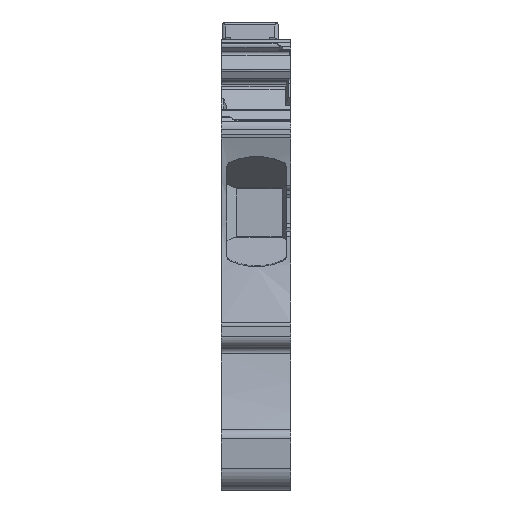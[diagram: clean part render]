
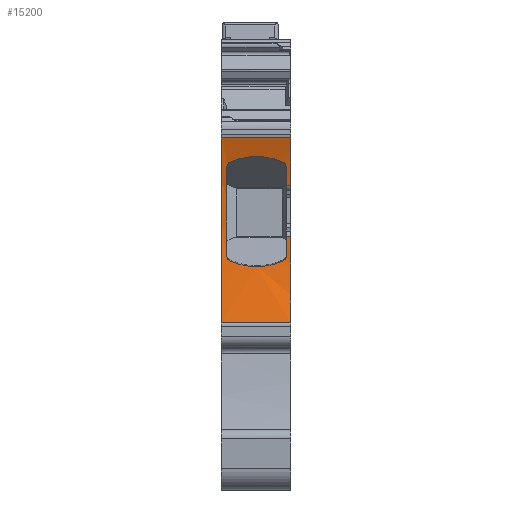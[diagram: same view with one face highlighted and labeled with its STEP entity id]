
A CAD part, front view. The second image highlights one B-rep face of the part: STEP entity #15200.
In plain terms, the highlighted cylindrical face has radius 23.377 mm (diameter 46.753 mm), a partial arc.
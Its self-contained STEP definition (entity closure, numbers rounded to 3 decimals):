
#15072=AXIS2_PLACEMENT_3D('Cylinder Axis2P3D',#15069,#15070,#15071) ;
#15083=AXIS2_PLACEMENT_3D('Circle Axis2P3D',#15081,#15082,$) ;
#15097=AXIS2_PLACEMENT_3D('Circle Axis2P3D',#15095,#15096,$) ;
#15131=AXIS2_PLACEMENT_3D('Circle Axis2P3D',#15129,#15130,$) ;
#15165=AXIS2_PLACEMENT_3D('Circle Axis2P3D',#15163,#15164,$) ;
#15179=AXIS2_PLACEMENT_3D('Circle Axis2P3D',#15177,#15178,$) ;
#5914=CARTESIAN_POINT('Vertex',(0.05,1.59,30.763)) ;
#5956=CARTESIAN_POINT('Vertex',(0.05,1.59,14.615)) ;
#5960=CARTESIAN_POINT('Control Point',(0.05,1.59,30.763)) ;
#5961=CARTESIAN_POINT('Control Point',(0.05,2.729,27.668)) ;
#5962=CARTESIAN_POINT('Control Point',(0.05,3.322,24.371)) ;
#5963=CARTESIAN_POINT('Control Point',(0.05,3.322,21.007)) ;
#5964=CARTESIAN_POINT('Control Point',(0.05,2.729,17.71)) ;
#5965=CARTESIAN_POINT('Control Point',(0.05,1.59,14.615)) ;
#15050=CARTESIAN_POINT('Line Origine',(3.05,1.59,30.763)) ;
#15054=CARTESIAN_POINT('Vertex',(6.1,1.59,30.763)) ;
#15069=CARTESIAN_POINT('Axis2P3D Location',(3.05,-20.348,22.689)) ;
#15074=CARTESIAN_POINT('Line Origine',(3.05,1.59,14.615)) ;
#15078=CARTESIAN_POINT('Vertex',(6.1,1.59,14.615)) ;
#15081=CARTESIAN_POINT('Axis2P3D Location',(6.1,-20.348,22.689)) ;
#15085=CARTESIAN_POINT('Vertex',(6.1,3.022,22.125)) ;
#15088=CARTESIAN_POINT('Line Origine',(3.05,3.022,22.125)) ;
#15092=CARTESIAN_POINT('Vertex',(5.7,3.022,22.125)) ;
#15095=CARTESIAN_POINT('Axis2P3D Location',(5.7,-20.348,22.689)) ;
#15099=CARTESIAN_POINT('Vertex',(5.7,2.923,20.47)) ;
#15103=CARTESIAN_POINT('Control Point',(5.402,2.875,20.011)) ;
#15104=CARTESIAN_POINT('Control Point',(5.534,2.882,20.07)) ;
#15105=CARTESIAN_POINT('Control Point',(5.644,2.894,20.18)) ;
#15106=CARTESIAN_POINT('Control Point',(5.7,2.909,20.325)) ;
#15107=CARTESIAN_POINT('Control Point',(5.7,2.923,20.47)) ;
#15108=CARTESIAN_POINT('Vertex',(5.402,2.875,20.011)) ;
#15112=CARTESIAN_POINT('Control Point',(0.798,2.875,20.011)) ;
#15113=CARTESIAN_POINT('Control Point',(1.881,2.82,19.532)) ;
#15114=CARTESIAN_POINT('Control Point',(3.1,2.785,19.353)) ;
#15115=CARTESIAN_POINT('Control Point',(4.319,2.82,19.532)) ;
#15116=CARTESIAN_POINT('Control Point',(5.402,2.875,20.011)) ;
#15117=CARTESIAN_POINT('Vertex',(0.798,2.875,20.011)) ;
#15121=CARTESIAN_POINT('Control Point',(0.798,2.875,20.011)) ;
#15122=CARTESIAN_POINT('Control Point',(0.666,2.882,20.07)) ;
#15123=CARTESIAN_POINT('Control Point',(0.556,2.894,20.18)) ;
#15124=CARTESIAN_POINT('Control Point',(0.5,2.909,20.325)) ;
#15125=CARTESIAN_POINT('Control Point',(0.5,2.923,20.47)) ;
#15126=CARTESIAN_POINT('Vertex',(0.5,2.923,20.47)) ;
#15129=CARTESIAN_POINT('Axis2P3D Location',(0.5,-20.348,22.689)) ;
#15133=CARTESIAN_POINT('Vertex',(0.5,2.368,28.207)) ;
#15137=CARTESIAN_POINT('Control Point',(0.798,2.252,28.665)) ;
#15138=CARTESIAN_POINT('Control Point',(0.664,2.268,28.605)) ;
#15139=CARTESIAN_POINT('Control Point',(0.555,2.297,28.494)) ;
#15140=CARTESIAN_POINT('Control Point',(0.5,2.333,28.35)) ;
#15141=CARTESIAN_POINT('Control Point',(0.5,2.368,28.207)) ;
#15142=CARTESIAN_POINT('Vertex',(0.798,2.252,28.665)) ;
#15146=CARTESIAN_POINT('Control Point',(5.402,2.252,28.665)) ;
#15147=CARTESIAN_POINT('Control Point',(4.322,2.126,29.141)) ;
#15148=CARTESIAN_POINT('Control Point',(3.1,2.063,29.323)) ;
#15149=CARTESIAN_POINT('Control Point',(1.878,2.126,29.141)) ;
#15150=CARTESIAN_POINT('Control Point',(0.798,2.252,28.665)) ;
#15151=CARTESIAN_POINT('Vertex',(5.402,2.252,28.665)) ;
#15155=CARTESIAN_POINT('Control Point',(5.402,2.252,28.665)) ;
#15156=CARTESIAN_POINT('Control Point',(5.536,2.268,28.605)) ;
#15157=CARTESIAN_POINT('Control Point',(5.645,2.297,28.494)) ;
#15158=CARTESIAN_POINT('Control Point',(5.7,2.333,28.35)) ;
#15159=CARTESIAN_POINT('Control Point',(5.7,2.368,28.207)) ;
#15160=CARTESIAN_POINT('Vertex',(5.7,2.368,28.207)) ;
#15163=CARTESIAN_POINT('Axis2P3D Location',(5.7,-20.348,22.689)) ;
#15167=CARTESIAN_POINT('Vertex',(5.7,2.696,26.62)) ;
#15170=CARTESIAN_POINT('Line Origine',(3.05,2.696,26.62)) ;
#15174=CARTESIAN_POINT('Vertex',(6.1,2.696,26.62)) ;
#15177=CARTESIAN_POINT('Axis2P3D Location',(6.1,-20.348,22.689)) ;
#15051=DIRECTION('Vector Direction',(1.,0.,0.)) ;
#15070=DIRECTION('Axis2P3D Direction',(1.,0.,0.)) ;
#15071=DIRECTION('Axis2P3D XDirection',(0.,0.938,-0.345)) ;
#15075=DIRECTION('Vector Direction',(1.,0.,0.)) ;
#15082=DIRECTION('Axis2P3D Direction',(1.,0.,0.)) ;
#15089=DIRECTION('Vector Direction',(1.,0.,0.)) ;
#15096=DIRECTION('Axis2P3D Direction',(1.,0.,0.)) ;
#15130=DIRECTION('Axis2P3D Direction',(1.,0.,0.)) ;
#15164=DIRECTION('Axis2P3D Direction',(1.,0.,0.)) ;
#15171=DIRECTION('Vector Direction',(1.,0.,0.)) ;
#15178=DIRECTION('Axis2P3D Direction',(1.,0.,0.)) ;
#15052=VECTOR('Line Direction',#15051,1.) ;
#15076=VECTOR('Line Direction',#15075,1.) ;
#15090=VECTOR('Line Direction',#15089,1.) ;
#15172=VECTOR('Line Direction',#15171,1.) ;
#15183=ORIENTED_EDGE('',*,*,#5966,.F.) ;
#15184=ORIENTED_EDGE('',*,*,#15080,.T.) ;
#15185=ORIENTED_EDGE('',*,*,#15087,.T.) ;
#15186=ORIENTED_EDGE('',*,*,#15094,.F.) ;
#15187=ORIENTED_EDGE('',*,*,#15101,.T.) ;
#15188=ORIENTED_EDGE('',*,*,#15110,.F.) ;
#15189=ORIENTED_EDGE('',*,*,#15119,.F.) ;
#15190=ORIENTED_EDGE('',*,*,#15128,.T.) ;
#15191=ORIENTED_EDGE('',*,*,#15135,.T.) ;
#15192=ORIENTED_EDGE('',*,*,#15144,.F.) ;
#15193=ORIENTED_EDGE('',*,*,#15153,.F.) ;
#15194=ORIENTED_EDGE('',*,*,#15162,.T.) ;
#15195=ORIENTED_EDGE('',*,*,#15169,.T.) ;
#15196=ORIENTED_EDGE('',*,*,#15176,.T.) ;
#15197=ORIENTED_EDGE('',*,*,#15181,.T.) ;
#15198=ORIENTED_EDGE('',*,*,#15056,.F.) ;
#15200=ADVANCED_FACE('75336_MLD_ALDT_4_2C',(#15199),#15073,.F.) ;
#5959=B_SPLINE_CURVE_WITH_KNOTS('',5,(#5960,#5961,#5962,#5963,#5964,#5965),.UNSPECIFIED.,.F.,.U.,(6,6),(115.965,132.452),.UNSPECIFIED.) ;
#15102=B_SPLINE_CURVE_WITH_KNOTS('',4,(#15103,#15104,#15105,#15106,#15107),.UNSPECIFIED.,.F.,.U.,(5,5),(0.,0.821),.UNSPECIFIED.) ;
#15111=B_SPLINE_CURVE_WITH_KNOTS('',4,(#15112,#15113,#15114,#15115,#15116),.UNSPECIFIED.,.F.,.U.,(5,5),(0.,6.706),.UNSPECIFIED.) ;
#15120=B_SPLINE_CURVE_WITH_KNOTS('',4,(#15121,#15122,#15123,#15124,#15125),.UNSPECIFIED.,.F.,.U.,(5,5),(0.,0.821),.UNSPECIFIED.) ;
#15136=B_SPLINE_CURVE_WITH_KNOTS('',4,(#15137,#15138,#15139,#15140,#15141),.UNSPECIFIED.,.F.,.U.,(5,5),(0.,0.834),.UNSPECIFIED.) ;
#15145=B_SPLINE_CURVE_WITH_KNOTS('',4,(#15146,#15147,#15148,#15149,#15150),.UNSPECIFIED.,.F.,.U.,(5,5),(0.,6.717),.UNSPECIFIED.) ;
#15154=B_SPLINE_CURVE_WITH_KNOTS('',4,(#15155,#15156,#15157,#15158,#15159),.UNSPECIFIED.,.F.,.U.,(5,5),(0.,0.834),.UNSPECIFIED.) ;
#15084=CIRCLE('generated circle',#15083,23.377) ;
#15098=CIRCLE('generated circle',#15097,23.377) ;
#15132=CIRCLE('generated circle',#15131,23.377) ;
#15166=CIRCLE('generated circle',#15165,23.377) ;
#15180=CIRCLE('generated circle',#15179,23.377) ;
#15073=CYLINDRICAL_SURFACE('generated cylinder',#15072,23.377) ;
#5966=EDGE_CURVE('',#5957,#5915,#5959,.F.) ;
#15056=EDGE_CURVE('',#5915,#15055,#15053,.T.) ;
#15080=EDGE_CURVE('',#5957,#15079,#15077,.T.) ;
#15087=EDGE_CURVE('',#15079,#15086,#15084,.T.) ;
#15094=EDGE_CURVE('',#15093,#15086,#15091,.T.) ;
#15101=EDGE_CURVE('',#15093,#15100,#15098,.F.) ;
#15110=EDGE_CURVE('',#15109,#15100,#15102,.T.) ;
#15119=EDGE_CURVE('',#15118,#15109,#15111,.T.) ;
#15128=EDGE_CURVE('',#15118,#15127,#15120,.T.) ;
#15135=EDGE_CURVE('',#15127,#15134,#15132,.T.) ;
#15144=EDGE_CURVE('',#15143,#15134,#15136,.T.) ;
#15153=EDGE_CURVE('',#15152,#15143,#15145,.T.) ;
#15162=EDGE_CURVE('',#15152,#15161,#15154,.T.) ;
#15169=EDGE_CURVE('',#15161,#15168,#15166,.F.) ;
#15176=EDGE_CURVE('',#15168,#15175,#15173,.T.) ;
#15181=EDGE_CURVE('',#15175,#15055,#15180,.T.) ;
#15182=EDGE_LOOP('',(#15183,#15184,#15185,#15186,#15187,#15188,#15189,#15190,#15191,#15192,#15193,#15194,#15195,#15196,#15197,#15198)) ;
#15199=FACE_OUTER_BOUND('',#15182,.T.) ;
#15053=LINE('Line',#15050,#15052) ;
#15077=LINE('Line',#15074,#15076) ;
#15091=LINE('Line',#15088,#15090) ;
#15173=LINE('Line',#15170,#15172) ;
#5915=VERTEX_POINT('',#5914) ;
#5957=VERTEX_POINT('',#5956) ;
#15055=VERTEX_POINT('',#15054) ;
#15079=VERTEX_POINT('',#15078) ;
#15086=VERTEX_POINT('',#15085) ;
#15093=VERTEX_POINT('',#15092) ;
#15100=VERTEX_POINT('',#15099) ;
#15109=VERTEX_POINT('',#15108) ;
#15118=VERTEX_POINT('',#15117) ;
#15127=VERTEX_POINT('',#15126) ;
#15134=VERTEX_POINT('',#15133) ;
#15143=VERTEX_POINT('',#15142) ;
#15152=VERTEX_POINT('',#15151) ;
#15161=VERTEX_POINT('',#15160) ;
#15168=VERTEX_POINT('',#15167) ;
#15175=VERTEX_POINT('',#15174) ;
